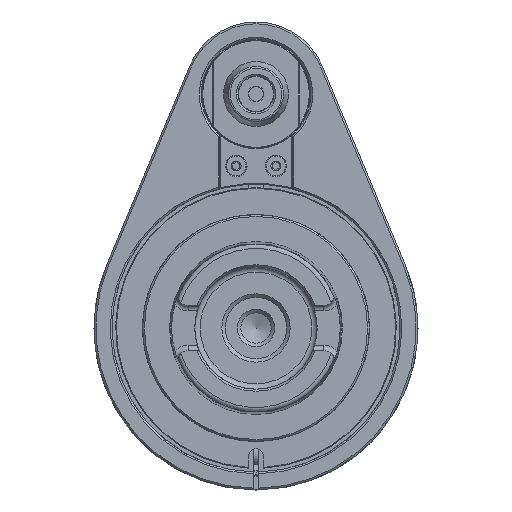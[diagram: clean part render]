
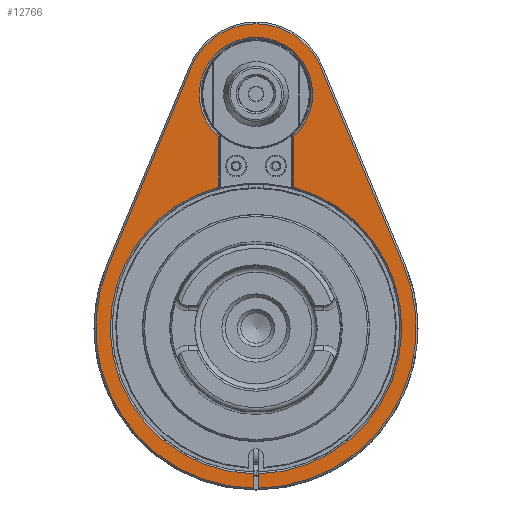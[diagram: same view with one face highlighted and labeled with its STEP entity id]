
A CAD part, front view. The second image highlights one B-rep face of the part: STEP entity #12766.
In plain terms, the highlighted planar face has unit normal (0, -1, 0).
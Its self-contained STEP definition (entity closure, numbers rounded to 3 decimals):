
#524=LINE('',#19171,#1499);
#525=LINE('',#19175,#1500);
#526=LINE('',#19179,#1501);
#527=LINE('',#19182,#1502);
#528=LINE('',#19184,#1503);
#529=LINE('',#19187,#1504);
#1499=VECTOR('',#15181,10.);
#1500=VECTOR('',#15184,10.);
#1501=VECTOR('',#15187,10.);
#1502=VECTOR('',#15190,10.);
#1503=VECTOR('',#15191,10.);
#1504=VECTOR('',#15194,10.);
#2781=FACE_OUTER_BOUND('',#3557,.T.);
#3557=EDGE_LOOP('',(#8495,#8496,#8497,#8498,#8499,#8500,#8501,#8502,#8503,
#8504,#8505,#8506));
#4420=CIRCLE('',#13603,44.5);
#4421=CIRCLE('',#13605,44.5);
#4422=CIRCLE('',#13606,40.5);
#4423=CIRCLE('',#13607,15.75);
#4424=CIRCLE('',#13608,40.5);
#4425=CIRCLE('',#13609,19.5);
#5138=VERTEX_POINT('',#19159);
#5139=VERTEX_POINT('',#19160);
#5140=VERTEX_POINT('',#19167);
#5141=VERTEX_POINT('',#19168);
#5142=VERTEX_POINT('',#19170);
#5143=VERTEX_POINT('',#19172);
#5144=VERTEX_POINT('',#19174);
#5145=VERTEX_POINT('',#19176);
#5146=VERTEX_POINT('',#19178);
#5147=VERTEX_POINT('',#19180);
#5148=VERTEX_POINT('',#19183);
#5149=VERTEX_POINT('',#19185);
#6442=EDGE_CURVE('',#5138,#5139,#4420,.T.);
#6445=EDGE_CURVE('',#5140,#5141,#4421,.T.);
#6446=EDGE_CURVE('',#5141,#5142,#524,.T.);
#6447=EDGE_CURVE('',#5143,#5142,#4422,.T.);
#6448=EDGE_CURVE('',#5143,#5144,#525,.T.);
#6449=EDGE_CURVE('',#5145,#5144,#4423,.T.);
#6450=EDGE_CURVE('',#5145,#5146,#526,.T.);
#6451=EDGE_CURVE('',#5147,#5146,#4424,.T.);
#6452=EDGE_CURVE('',#5138,#5147,#527,.T.);
#6453=EDGE_CURVE('',#5139,#5148,#528,.T.);
#6454=EDGE_CURVE('',#5148,#5149,#4425,.T.);
#6455=EDGE_CURVE('',#5149,#5140,#529,.T.);
#8495=ORIENTED_EDGE('',*,*,#6445,.T.);
#8496=ORIENTED_EDGE('',*,*,#6446,.T.);
#8497=ORIENTED_EDGE('',*,*,#6447,.F.);
#8498=ORIENTED_EDGE('',*,*,#6448,.T.);
#8499=ORIENTED_EDGE('',*,*,#6449,.F.);
#8500=ORIENTED_EDGE('',*,*,#6450,.T.);
#8501=ORIENTED_EDGE('',*,*,#6451,.F.);
#8502=ORIENTED_EDGE('',*,*,#6452,.F.);
#8503=ORIENTED_EDGE('',*,*,#6442,.T.);
#8504=ORIENTED_EDGE('',*,*,#6453,.T.);
#8505=ORIENTED_EDGE('',*,*,#6454,.T.);
#8506=ORIENTED_EDGE('',*,*,#6455,.T.);
#12371=PLANE('',#13604);
#12766=ADVANCED_FACE('',(#2781),#12371,.T.);
#13603=AXIS2_PLACEMENT_3D('',#19161,#15174,#15175);
#13604=AXIS2_PLACEMENT_3D('',#19166,#15177,#15178);
#13605=AXIS2_PLACEMENT_3D('',#19169,#15179,#15180);
#13606=AXIS2_PLACEMENT_3D('',#19173,#15182,#15183);
#13607=AXIS2_PLACEMENT_3D('',#19177,#15185,#15186);
#13608=AXIS2_PLACEMENT_3D('',#19181,#15188,#15189);
#13609=AXIS2_PLACEMENT_3D('',#19186,#15192,#15193);
#15174=DIRECTION('center_axis',(0.,-1.,0.));
#15175=DIRECTION('ref_axis',(0.017,0.,-1.));
#15177=DIRECTION('center_axis',(0.,-1.,0.));
#15178=DIRECTION('ref_axis',(1.,0.,0.));
#15179=DIRECTION('center_axis',(0.,-1.,0.));
#15180=DIRECTION('ref_axis',(-0.923,0.,0.385));
#15181=DIRECTION('',(0.,0.,1.));
#15182=DIRECTION('center_axis',(0.,-1.,0.));
#15183=DIRECTION('ref_axis',(-0.259,0.,0.966));
#15184=DIRECTION('',(0.,0.,1.));
#15185=DIRECTION('center_axis',(0.,-1.,0.));
#15186=DIRECTION('ref_axis',(0.667,0.,-0.745));
#15187=DIRECTION('',(0.,0.,-1.));
#15188=DIRECTION('center_axis',(0.,-1.,0.));
#15189=DIRECTION('ref_axis',(0.019,0.,-1.));
#15190=DIRECTION('',(0.,0.,1.));
#15191=DIRECTION('',(-0.385,0.,0.923));
#15192=DIRECTION('center_axis',(0.,-1.,0.));
#15193=DIRECTION('ref_axis',(0.923,0.,0.385));
#15194=DIRECTION('',(-0.385,0.,-0.923));
#19159=CARTESIAN_POINT('',(0.75,-8.,-44.493));
#19160=CARTESIAN_POINT('',(41.077,-8.,17.115));
#19161=CARTESIAN_POINT('Origin',(0.,-8.,0.));
#19166=CARTESIAN_POINT('Origin',(0.,-8.,0.));
#19167=CARTESIAN_POINT('',(-41.077,-8.,17.115));
#19168=CARTESIAN_POINT('',(-0.75,-8.,-44.493));
#19169=CARTESIAN_POINT('Origin',(0.,-8.,0.));
#19170=CARTESIAN_POINT('',(-0.75,-8.,-40.493));
#19171=CARTESIAN_POINT('',(-0.75,-8.,-23.501));
#19172=CARTESIAN_POINT('',(-10.5,-8.,39.115));
#19173=CARTESIAN_POINT('Origin',(0.,-8.,0.));
#19174=CARTESIAN_POINT('',(-10.5,-8.,53.261));
#19175=CARTESIAN_POINT('',(-10.5,-8.,23.054));
#19176=CARTESIAN_POINT('',(10.5,-8.,53.261));
#19177=CARTESIAN_POINT('Origin',(0.,-8.,65.));
#19178=CARTESIAN_POINT('',(10.5,-8.,39.115));
#19179=CARTESIAN_POINT('',(10.5,-8.,23.054));
#19180=CARTESIAN_POINT('',(0.75,-8.,-40.493));
#19181=CARTESIAN_POINT('Origin',(0.,-8.,0.));
#19182=CARTESIAN_POINT('',(0.75,-8.,-11.654));
#19183=CARTESIAN_POINT('',(18.,-8.,72.5));
#19184=CARTESIAN_POINT('',(35.308,-8.,30.962));
#19185=CARTESIAN_POINT('',(-18.,-8.,72.5));
#19186=CARTESIAN_POINT('Origin',(0.,-8.,65.));
#19187=CARTESIAN_POINT('',(-35.308,-8.,30.962));
